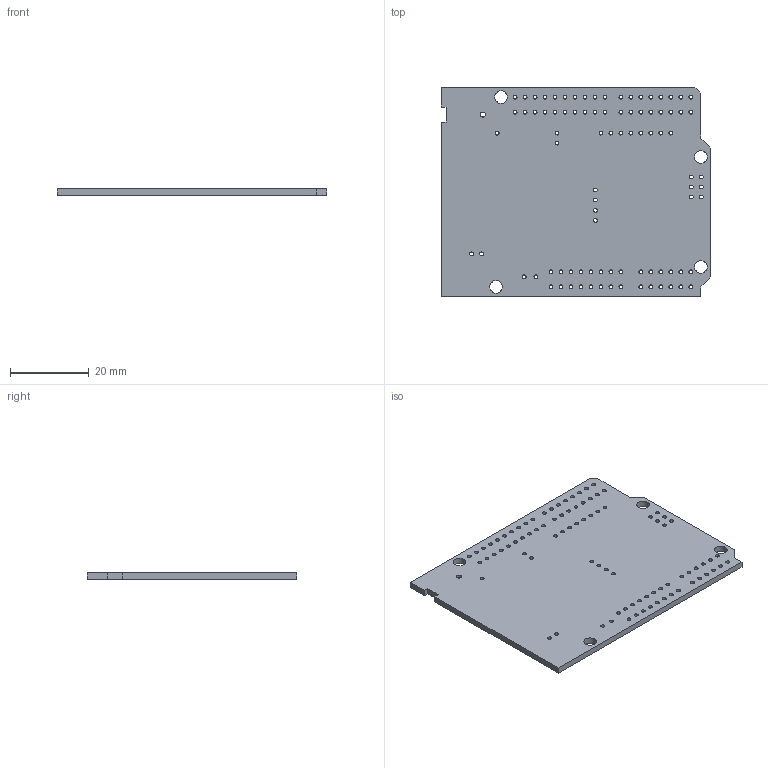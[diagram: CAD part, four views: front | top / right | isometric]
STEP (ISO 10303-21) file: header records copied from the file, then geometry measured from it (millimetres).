
FILE_DESCRIPTION(('KiCad electronic assembly'),'2;1');
FILE_NAME('kicadBoard.step','2022-11-05T00:36:41',('Pcbnew'),('Kicad'), 'Open CASCADE STEP processor 7.6','KiCad to STEP converter','Unknown' );
FILE_SCHEMA(('AUTOMOTIVE_DESIGN { 1 0 10303 214 1 1 1 1 }'));
Length unit declared in the file: millimetre
Products named in the file (2): kicadBoard 1; _autosave-kicadBoard PCB
Assembly tree (1 placements, depth 2):
  kicadBoard 1
    _autosave-kicadBoard PCB
Bounding box: 68.58 x 53.34 x 1.6 mm (x, y, z)
Volume: 5604.5 mm3; surface area: 7912 mm2
Topology: 1 solids, 1 shells, 109 faces, 321 edges, 214 vertices
Faces by surface type: cylinder 94, plane 15
Full cylindrical faces by diameter (mm): 1 x88, 1.016 x1, 1.3 x1, 3.2 x4
Entity records: 8903 total; most frequent: CARTESIAN_POINT 2416, DIRECTION 1185, ORIENTED_EDGE 642, PCURVE 642, DEFINITIONAL_REPRESENTATION 642, LINE 587, VECTOR 587, EDGE_CURVE 321
